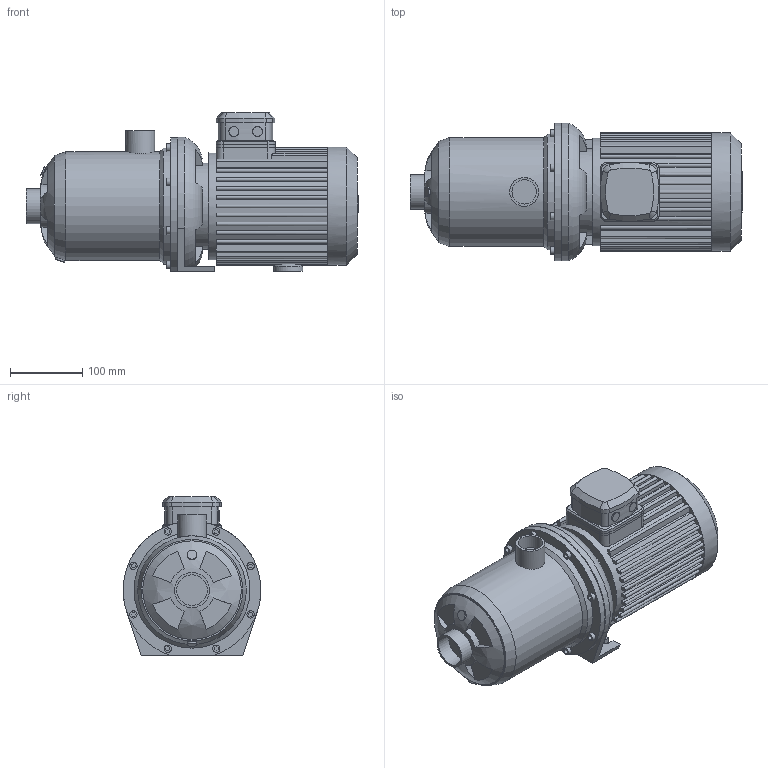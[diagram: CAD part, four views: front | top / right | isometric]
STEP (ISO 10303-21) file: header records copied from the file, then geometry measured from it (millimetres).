
FILE_DESCRIPTION(/* description */ (''),/* implementation_level */ '2;1');
FILE_NAME(/* name */ '3d_MHI405-1_E_3-400-50-2_IE3-4210732.stp',/* time_stamp */ '2016-12-16T20:59:22+01:00',/* author */ ('Łukasz'),/* organization */ (''),/* preprocessor_version */ 'ST-DEVELOPER v16.1',/* originating_system */ 'AutoCAD Mechanical',/* authorisation */ '');
FILE_SCHEMA (('AUTOMOTIVE_DESIGN { 1 0 10303 214 3 1 1 }'));
Length unit declared in the file: millimetre
Products named in the file (1): Product
Bounding box: 458 x 189.96 x 219 mm (x, y, z)
Volume: 8494835.1 mm3; surface area: 479244.6 mm2
Topology: 9 solids, 9 shells, 448 faces, 1141 edges, 741 vertices
Faces by surface type: plane 304, cylinder 102, bspline 25, cone 16, torus 1
Full cylindrical faces by diameter (mm): 10 x8, 13.5 x4, 20 x1, 33.7 x1, 39.7 x1, 40 x1, 42.4 x1, 48.4 x1, 120 x1, 136 x1, 148 x1, 150 x1, 160 x1, 163 x1
Entity records: 14088 total; most frequent: CARTESIAN_POINT 3226, DIRECTION 2256, ORIENTED_EDGE 2210, EDGE_CURVE 1105, AXIS2_PLACEMENT_3D 792, VERTEX_POINT 734, LINE 672, VECTOR 672
